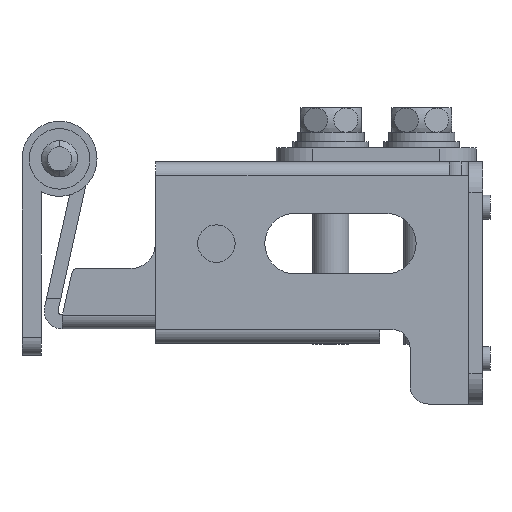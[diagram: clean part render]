
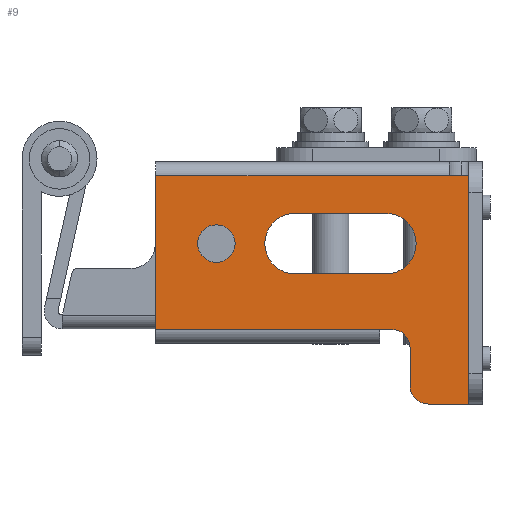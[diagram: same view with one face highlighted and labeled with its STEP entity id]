
A CAD part, left-side view. The second image highlights one B-rep face of the part: STEP entity #9.
In plain terms, the highlighted planar face has unit normal (-1, 0, 0).
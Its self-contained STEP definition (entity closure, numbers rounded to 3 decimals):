
#9 = ADVANCED_FACE ( 'NONE', ( #3631, #3632, #3633 ), #175, .F. ) ;
#34 = AXIS2_PLACEMENT_3D ( 'NONE', #4487, #4488, #4489 ) ;
#36 = AXIS2_PLACEMENT_3D ( 'NONE', #4484, #4485, #4486 ) ;
#37 = VECTOR ( 'NONE', #4483, 1000. ) ;
#41 = CIRCLE ( 'NONE', #36, 5. ) ;
#42 = AXIS2_PLACEMENT_3D ( 'NONE', #4475, #4476, #4477 ) ;
#44 = CIRCLE ( 'NONE', #34, 3. ) ;
#50 = CIRCLE ( 'NONE', #42, 3.1 ) ;
#59 = VECTOR ( 'NONE', #4479, 1000. ) ;
#61 = VECTOR ( 'NONE', #4466, 1000. ) ;
#62 = CIRCLE ( 'NONE', #64, 5. ) ;
#64 = AXIS2_PLACEMENT_3D ( 'NONE', #4472, #4473, #4474 ) ;
#165 = CARTESIAN_POINT ( 'NONE',  ( -15., 12., -20. ) ) ;
#166 = DIRECTION ( 'NONE',  ( 1., 0., 0. ) ) ;
#173 = DIRECTION ( 'NONE',  ( 0., 0., -1. ) ) ;
#175 = PLANE ( 'NONE',  #1324 ) ;
#548 = EDGE_CURVE ( 'NONE', #2009, #2104, #1181, .T. ) ;
#549 = EDGE_CURVE ( 'NONE', #2085, #2009, #3790, .T. ) ;
#550 = EDGE_CURVE ( 'NONE', #2090, #2085, #3791, .T. ) ;
#555 = EDGE_CURVE ( 'NONE', #2090, #2149, #3795, .T. ) ;
#588 = EDGE_CURVE ( 'NONE', #2081, #2045, #3854, .T. ) ;
#591 = EDGE_CURVE ( 'NONE', #2040, #2081, #62, .T. ) ;
#592 = EDGE_CURVE ( 'NONE', #1072, #1073, #50, .T. ) ;
#593 = EDGE_CURVE ( 'NONE', #2039, #2151, #3856, .T. ) ;
#595 = EDGE_CURVE ( 'NONE', #2037, #2040, #3858, .T. ) ;
#596 = EDGE_CURVE ( 'NONE', #2045, #2037, #41, .T. ) ;
#597 = EDGE_CURVE ( 'NONE', #2034, #2039, #44, .T. ) ;
#599 = EDGE_CURVE ( 'NONE', #2098, #2030, #3860, .T. ) ;
#600 = EDGE_CURVE ( 'NONE', #2149, #2098, #3861, .T. ) ;
#618 = EDGE_CURVE ( 'NONE', #2034, #2104, #3869, .T. ) ;
#621 = EDGE_CURVE ( 'NONE', #2151, #2030, #3872, .T. ) ;
#650 = VECTOR ( 'NONE', #4493, 1000. ) ;
#651 = VECTOR ( 'NONE', #4495, 1000. ) ;
#825 = ORIENTED_EDGE ( 'NONE', *, *, #548, .T. ) ;
#826 = ORIENTED_EDGE ( 'NONE', *, *, #549, .T. ) ;
#827 = ORIENTED_EDGE ( 'NONE', *, *, #550, .T. ) ;
#828 = ORIENTED_EDGE ( 'NONE', *, *, #600, .F. ) ;
#829 = ORIENTED_EDGE ( 'NONE', *, *, #555, .F. ) ;
#830 = ORIENTED_EDGE ( 'NONE', *, *, #621, .T. ) ;
#831 = ORIENTED_EDGE ( 'NONE', *, *, #599, .F. ) ;
#832 = ORIENTED_EDGE ( 'NONE', *, *, #618, .F. ) ;
#833 = ORIENTED_EDGE ( 'NONE', *, *, #597, .T. ) ;
#834 = ORIENTED_EDGE ( 'NONE', *, *, #593, .T. ) ;
#835 = ORIENTED_EDGE ( 'NONE', *, *, #596, .T. ) ;
#836 = ORIENTED_EDGE ( 'NONE', *, *, #591, .T. ) ;
#837 = ORIENTED_EDGE ( 'NONE', *, *, #588, .T. ) ;
#838 = ORIENTED_EDGE ( 'NONE', *, *, #1970, .T. ) ;
#839 = ORIENTED_EDGE ( 'NONE', *, *, #592, .T. ) ;
#840 = ORIENTED_EDGE ( 'NONE', *, *, #595, .T. ) ;
#996 = EDGE_LOOP ( 'NONE', ( #839, #838 ) ) ;
#997 = EDGE_LOOP ( 'NONE', ( #840, #836, #837, #835 ) ) ;
#1000 = EDGE_LOOP ( 'NONE', ( #832, #833, #834, #830, #831, #828, #829, #827, #826, #825 ) ) ;
#1072 = VERTEX_POINT ( 'NONE', #4903 ) ;
#1073 = VERTEX_POINT ( 'NONE', #4904 ) ;
#1167 = VECTOR ( 'NONE', #4357, 1000. ) ;
#1175 = VECTOR ( 'NONE', #4345, 1000. ) ;
#1176 = VECTOR ( 'NONE', #4343, 1000. ) ;
#1178 = AXIS2_PLACEMENT_3D ( 'NONE', #4339, #4340, #4341 ) ;
#1181 = CIRCLE ( 'NONE', #1178, 3. ) ;
#1324 = AXIS2_PLACEMENT_3D ( 'NONE', #165, #166, #173 ) ;
#1970 = EDGE_CURVE ( 'NONE', #1073, #1072, #6199, .T. ) ;
#2009 = VERTEX_POINT ( 'NONE', #7860 ) ;
#2030 = VERTEX_POINT ( 'NONE', #7881 ) ;
#2034 = VERTEX_POINT ( 'NONE', #7885 ) ;
#2037 = VERTEX_POINT ( 'NONE', #7888 ) ;
#2039 = VERTEX_POINT ( 'NONE', #7890 ) ;
#2040 = VERTEX_POINT ( 'NONE', #7891 ) ;
#2045 = VERTEX_POINT ( 'NONE', #7896 ) ;
#2081 = VERTEX_POINT ( 'NONE', #7932 ) ;
#2085 = VERTEX_POINT ( 'NONE', #7936 ) ;
#2090 = VERTEX_POINT ( 'NONE', #7941 ) ;
#2098 = VERTEX_POINT ( 'NONE', #7949 ) ;
#2104 = VERTEX_POINT ( 'NONE', #7955 ) ;
#2149 = VERTEX_POINT ( 'NONE', #8000 ) ;
#2151 = VERTEX_POINT ( 'NONE', #8002 ) ;
#3631 = FACE_BOUND ( 'NONE', #996, .T. ) ;
#3632 = FACE_BOUND ( 'NONE', #997, .T. ) ;
#3633 = FACE_OUTER_BOUND ( 'NONE', #1000, .T. ) ;
#3790 = LINE ( 'NONE', #4342, #1176 ) ;
#3791 = LINE ( 'NONE', #4344, #1175 ) ;
#3795 = LINE ( 'NONE', #4356, #1167 ) ;
#3854 = LINE ( 'NONE', #4465, #61 ) ;
#3856 = LINE ( 'NONE', #4478, #59 ) ;
#3858 = LINE ( 'NONE', #4482, #37 ) ;
#3860 = LINE ( 'NONE', #4492, #650 ) ;
#3861 = LINE ( 'NONE', #4494, #651 ) ;
#3869 = LINE ( 'NONE', #4540, #5369 ) ;
#3872 = LINE ( 'NONE', #4546, #5373 ) ;
#4339 = CARTESIAN_POINT ( 'NONE',  ( -15., 15., -10.7 ) ) ;
#4340 = DIRECTION ( 'NONE',  ( 1., 0., 0. ) ) ;
#4341 = DIRECTION ( 'NONE',  ( 0., 0., -1. ) ) ;
#4342 = CARTESIAN_POINT ( 'NONE',  ( -15., 17., -7.7 ) ) ;
#4343 = DIRECTION ( 'NONE',  ( 0., -1., 0. ) ) ;
#4344 = CARTESIAN_POINT ( 'NONE',  ( -15., 54., -7.7 ) ) ;
#4345 = DIRECTION ( 'NONE',  ( 0., -1., 0. ) ) ;
#4356 = CARTESIAN_POINT ( 'NONE',  ( -15., 54., -7.7 ) ) ;
#4357 = DIRECTION ( 'NONE',  ( 0., 0., 1. ) ) ;
#4465 = CARTESIAN_POINT ( 'NONE',  ( -15., 31., 11.5 ) ) ;
#4466 = DIRECTION ( 'NONE',  ( 0., -1., 0. ) ) ;
#4472 = CARTESIAN_POINT ( 'NONE',  ( -15., 31., 6.5 ) ) ;
#4473 = DIRECTION ( 'NONE',  ( 1., 0., 0. ) ) ;
#4474 = DIRECTION ( 'NONE',  ( 0., 0., -1. ) ) ;
#4475 = CARTESIAN_POINT ( 'NONE',  ( -15., 44., 6.5 ) ) ;
#4476 = DIRECTION ( 'NONE',  ( 1., 0., 0. ) ) ;
#4477 = DIRECTION ( 'NONE',  ( 0., 0., -1. ) ) ;
#4478 = CARTESIAN_POINT ( 'NONE',  ( -15., 12., -20. ) ) ;
#4479 = DIRECTION ( 'NONE',  ( 0., -1., 0. ) ) ;
#4482 = CARTESIAN_POINT ( 'NONE',  ( -15., 31., 1.5 ) ) ;
#4483 = DIRECTION ( 'NONE',  ( 0., 1., 0. ) ) ;
#4484 = CARTESIAN_POINT ( 'NONE',  ( -15., 16., 6.5 ) ) ;
#4485 = DIRECTION ( 'NONE',  ( 1., 0., 0. ) ) ;
#4486 = DIRECTION ( 'NONE',  ( 0., 0., -1. ) ) ;
#4487 = CARTESIAN_POINT ( 'NONE',  ( -15., 9., -17. ) ) ;
#4488 = DIRECTION ( 'NONE',  ( -1., 0., 0. ) ) ;
#4489 = DIRECTION ( 'NONE',  ( 0., 0., -1. ) ) ;
#4492 = CARTESIAN_POINT ( 'NONE',  ( -15., 12., 17.7 ) ) ;
#4493 = DIRECTION ( 'NONE',  ( 0., -1., 0. ) ) ;
#4494 = CARTESIAN_POINT ( 'NONE',  ( -15., 12., 17.7 ) ) ;
#4495 = DIRECTION ( 'NONE',  ( 0., -1., 0. ) ) ;
#4540 = CARTESIAN_POINT ( 'NONE',  ( -15., 12., -20. ) ) ;
#4541 = DIRECTION ( 'NONE',  ( 0., 0., 1. ) ) ;
#4546 = CARTESIAN_POINT ( 'NONE',  ( -15., 2.3, -20. ) ) ;
#4547 = DIRECTION ( 'NONE',  ( 0., 0., 1. ) ) ;
#4903 = CARTESIAN_POINT ( 'NONE',  ( -15., 44., 3.4 ) ) ;
#4904 = CARTESIAN_POINT ( 'NONE',  ( -15., 44., 9.6 ) ) ;
#5369 = VECTOR ( 'NONE', #4541, 1000. ) ;
#5373 = VECTOR ( 'NONE', #4547, 1000. ) ;
#6199 = CIRCLE ( 'NONE', #6210, 3.1 ) ;
#6210 = AXIS2_PLACEMENT_3D ( 'NONE', #7789, #7790, #7791 ) ;
#7789 = CARTESIAN_POINT ( 'NONE',  ( -15., 44., 6.5 ) ) ;
#7790 = DIRECTION ( 'NONE',  ( 1., 0., 0. ) ) ;
#7791 = DIRECTION ( 'NONE',  ( 0., 0., -1. ) ) ;
#7860 = CARTESIAN_POINT ( 'NONE',  ( -15., 15., -7.7 ) ) ;
#7881 = CARTESIAN_POINT ( 'NONE',  ( -15., 2.3, 17.7 ) ) ;
#7885 = CARTESIAN_POINT ( 'NONE',  ( -15., 12., -17. ) ) ;
#7888 = CARTESIAN_POINT ( 'NONE',  ( -15., 16., 1.5 ) ) ;
#7890 = CARTESIAN_POINT ( 'NONE',  ( -15., 9., -20. ) ) ;
#7891 = CARTESIAN_POINT ( 'NONE',  ( -15., 31., 1.5 ) ) ;
#7896 = CARTESIAN_POINT ( 'NONE',  ( -15., 16., 11.5 ) ) ;
#7932 = CARTESIAN_POINT ( 'NONE',  ( -15., 31., 11.5 ) ) ;
#7936 = CARTESIAN_POINT ( 'NONE',  ( -15., 17., -7.7 ) ) ;
#7941 = CARTESIAN_POINT ( 'NONE',  ( -15., 54., -7.7 ) ) ;
#7949 = CARTESIAN_POINT ( 'NONE',  ( -15., 5.5, 17.7 ) ) ;
#7955 = CARTESIAN_POINT ( 'NONE',  ( -15., 12., -10.7 ) ) ;
#8000 = CARTESIAN_POINT ( 'NONE',  ( -15., 54., 17.7 ) ) ;
#8002 = CARTESIAN_POINT ( 'NONE',  ( -15., 2.3, -20. ) ) ;
